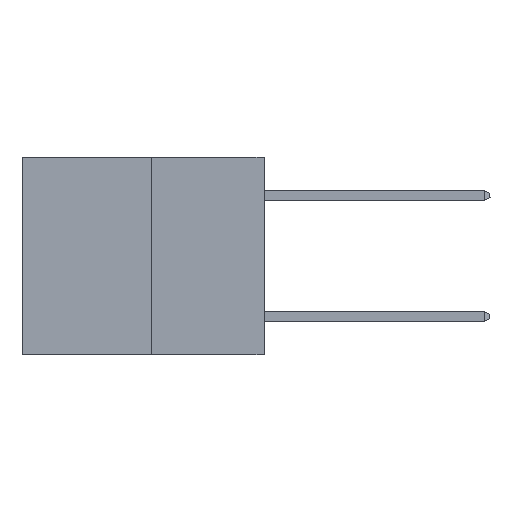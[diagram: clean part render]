
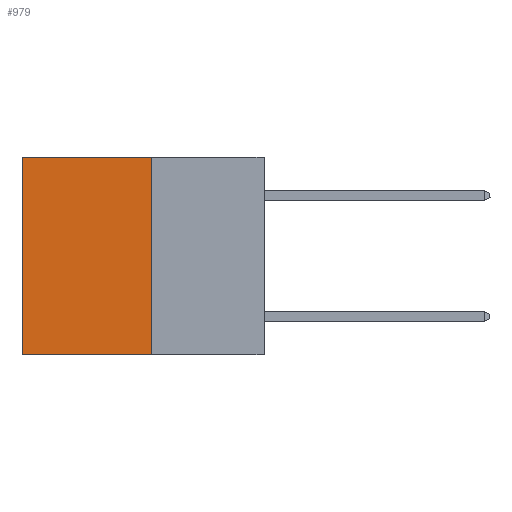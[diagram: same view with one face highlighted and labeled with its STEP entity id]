
A CAD part, left-side view. The second image highlights one B-rep face of the part: STEP entity #979.
In plain terms, the highlighted planar face has unit normal (-1, 0, 0).
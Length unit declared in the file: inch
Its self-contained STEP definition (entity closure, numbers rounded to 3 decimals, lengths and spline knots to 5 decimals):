
#74 = CARTESIAN_POINT ( 'NONE',  ( 0.3165, 0.28, -0.49 ) ) ;
#233 = LINE ( 'NONE', #14812, #4901 ) ;
#979 = ADVANCED_FACE ( 'NONE', ( #10575 ), #14652, .F. ) ;
#2411 = LINE ( 'NONE', #19205, #8129 ) ;
#2947 = VECTOR ( 'NONE', #19063, 39.37008 ) ;
#3681 = VERTEX_POINT ( 'NONE', #74 ) ;
#4583 = DIRECTION ( 'NONE',  ( 0., 0., -1. ) ) ;
#4901 = VECTOR ( 'NONE', #11642, 39.37008 ) ;
#5303 = EDGE_LOOP ( 'NONE', ( #12990, #16947, #13746, #19990 ) ) ;
#5389 = DIRECTION ( 'NONE',  ( 0., 1., 0. ) ) ;
#5845 = CARTESIAN_POINT ( 'NONE',  ( 0.3165, 0.6, -0.49 ) ) ;
#8129 = VECTOR ( 'NONE', #15866, 39.37008 ) ;
#8498 = EDGE_CURVE ( 'NONE', #12488, #3681, #2411, .T. ) ;
#8504 = EDGE_CURVE ( 'NONE', #15432, #11597, #17934, .T. ) ;
#9900 = DIRECTION ( 'NONE',  ( 1., 0., 0. ) ) ;
#10575 = FACE_OUTER_BOUND ( 'NONE', #5303, .T. ) ;
#11551 = CARTESIAN_POINT ( 'NONE',  ( 0.3165, 0.28, -0.49 ) ) ;
#11597 = VERTEX_POINT ( 'NONE', #15081 ) ;
#11642 = DIRECTION ( 'NONE',  ( 0., 1., 0. ) ) ;
#12253 = CARTESIAN_POINT ( 'NONE',  ( 0.3165, 0.6, 0. ) ) ;
#12488 = VERTEX_POINT ( 'NONE', #14145 ) ;
#12990 = ORIENTED_EDGE ( 'NONE', *, *, #8504, .T. ) ;
#13746 = ORIENTED_EDGE ( 'NONE', *, *, #8498, .F. ) ;
#14145 = CARTESIAN_POINT ( 'NONE',  ( 0.3165, 0.28, 0. ) ) ;
#14339 = VECTOR ( 'NONE', #5389, 39.37008 ) ;
#14652 = PLANE ( 'NONE',  #17015 ) ;
#14812 = CARTESIAN_POINT ( 'NONE',  ( 0.3165, 0.28, 0. ) ) ;
#15081 = CARTESIAN_POINT ( 'NONE',  ( 0.3165, 0.6, -0.49 ) ) ;
#15125 = EDGE_CURVE ( 'NONE', #3681, #11597, #18722, .T. ) ;
#15162 = CARTESIAN_POINT ( 'NONE',  ( 0.3165, 0.28, -0.49 ) ) ;
#15432 = VERTEX_POINT ( 'NONE', #12253 ) ;
#15866 = DIRECTION ( 'NONE',  ( 0., 0., -1. ) ) ;
#16947 = ORIENTED_EDGE ( 'NONE', *, *, #15125, .F. ) ;
#17015 = AXIS2_PLACEMENT_3D ( 'NONE', #11551, #9900, #4583 ) ;
#17934 = LINE ( 'NONE', #5845, #2947 ) ;
#18722 = LINE ( 'NONE', #15162, #14339 ) ;
#19063 = DIRECTION ( 'NONE',  ( 0., 0., -1. ) ) ;
#19205 = CARTESIAN_POINT ( 'NONE',  ( 0.3165, 0.28, -0.49 ) ) ;
#19990 = ORIENTED_EDGE ( 'NONE', *, *, #20772, .T. ) ;
#20772 = EDGE_CURVE ( 'NONE', #12488, #15432, #233, .T. ) ;
